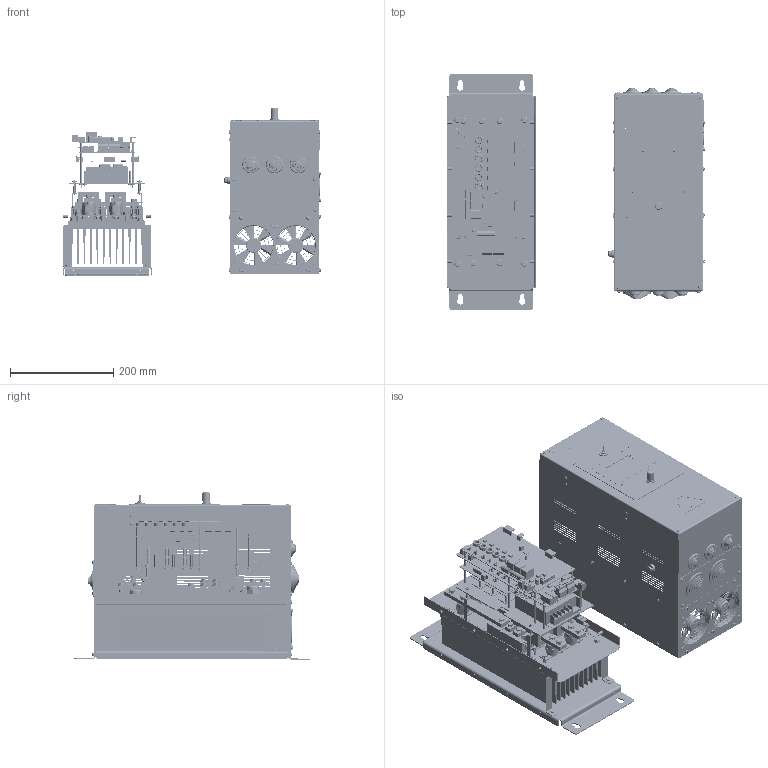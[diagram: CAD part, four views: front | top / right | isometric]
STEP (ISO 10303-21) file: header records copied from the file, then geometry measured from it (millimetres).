
FILE_DESCRIPTION(('STEP AP242'), '1');
FILE_NAME('Default file header', '2025-09-15T12:35:56', ('Default author'), ('Default organization'), 'C3D Converter', 'C3D Toolkit', 'Default authization');
FILE_SCHEMA(('AP242_MANAGED_MODEL_BASED_3D_ENGINEERING_MIM_LF { 1 0 10303 442 1 1 4 }'));
Length unit declared in the file: millimetre
Assembly tree (575 placements, depth 4):
  (unnamed)
    (unnamed)  x6
      (unnamed)
      (unnamed)
      (unnamed)
    (unnamed)
      (unnamed)
      (unnamed)
      (unnamed)
      (unnamed)
      (unnamed)
      (unnamed)
      (unnamed)
      (unnamed)
      (unnamed)
      (unnamed)
      (unnamed)
      (unnamed)
      (unnamed)
      (unnamed)
      (unnamed)
      (unnamed)
      (unnamed)
      (unnamed)
      (unnamed)
      (unnamed)
      (unnamed)
      (unnamed)
      (unnamed)
      (unnamed)
      (unnamed)
      (unnamed)
      (unnamed)
      (unnamed)
      (unnamed)
      (unnamed)
      (unnamed)
      (unnamed)
      (unnamed)
      (unnamed)
      (unnamed)
      (unnamed)
      (unnamed)
      (unnamed)
      (unnamed)
      (unnamed)
      (unnamed)
      (unnamed)
      (unnamed)
      (unnamed)
      (unnamed)
      (unnamed)
      (unnamed)
      (unnamed)
      (unnamed)
      (unnamed)
      (unnamed)
      (unnamed)
      (unnamed)
      (unnamed)
Bounding box: 501.35 x 458 x 324.27 mm (x, y, z)
Volume: 3459512.9 mm3; surface area: 2517971.3 mm2
Topology: 586 solids, 586 shells, 7670 faces, 17997 edges, 11924 vertices
Faces by surface type: plane 4709, cylinder 2111, cone 463, torus 279, sphere 104, bspline 4
Full cylindrical faces by diameter (mm): 1 x56, 1.5 x4, 1.857 x9, 2 x70, 2.3 x1, 2.5 x104, 2.6 x18, 2.7 x1, 3 x134, 3.2 x16, 3.235 x3, 3.294 x1, 3.3 x26, 3.5 x60, 3.685 x6, 4 x138, 4.2 x2, 4.3 x12, 4.5 x37, 5 x28, 5.2 x20, 5.5 x62, 5.9 x10, 6 x116, 6.1 x10, 6.4 x42, 6.5 x42, 6.6 x8, 7 x46, 7.5 x8
Entity records: 329458 total; most frequent: CARTESIAN_POINT 77535, DIRECTION 34943, ORIENTED_EDGE 29832, EDGE_CURVE 14916, AXIS2_PLACEMENT_3D 13682, PROPERTY_DEFINITION 12403, PROPERTY_DEFINITION_REPRESENTATION 12403, REPRESENTATION 12403
